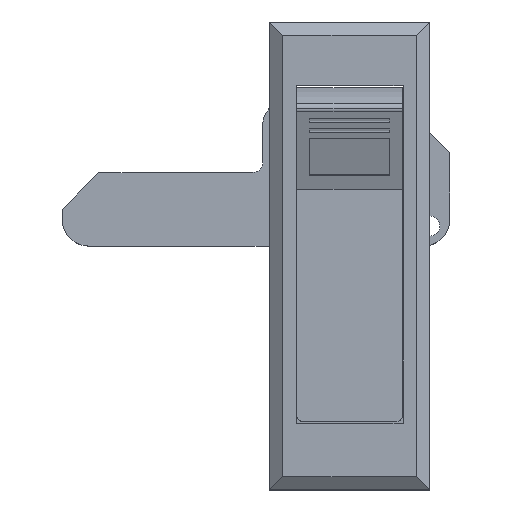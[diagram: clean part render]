
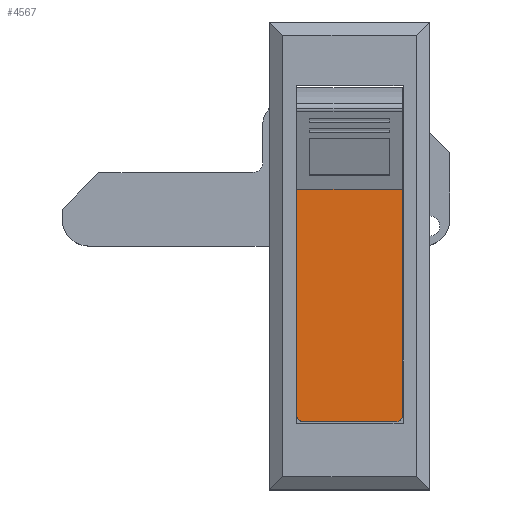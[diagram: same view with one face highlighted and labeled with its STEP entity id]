
A CAD part, top view. The second image highlights one B-rep face of the part: STEP entity #4567.
In plain terms, the highlighted face is planar.
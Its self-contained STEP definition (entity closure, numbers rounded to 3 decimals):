
#911 = CARTESIAN_POINT ( 'NONE',  ( -4.5, -1., 7.9 ) ) ;
#940 = CARTESIAN_POINT ( 'NONE',  ( -4.5, -1., -7.9 ) ) ;
#951 = CARTESIAN_POINT ( 'NONE',  ( -4.5, -35.8, -6.9 ) ) ;
#952 = CARTESIAN_POINT ( 'NONE',  ( -4.5, -35.8, 6.9 ) ) ;
#955 = CARTESIAN_POINT ( 'NONE',  ( -4.5, -34.8, -7.9 ) ) ;
#971 = CARTESIAN_POINT ( 'NONE',  ( -4.5, -34.8, 7.9 ) ) ;
#1358 = VECTOR ( 'NONE', #3139, 1000. ) ;
#2140 = PLANE ( 'NONE',  #2485 ) ;
#2141 = CARTESIAN_POINT ( 'NONE',  ( -4.5, -35.8, 7.9 ) ) ;
#2142 = DIRECTION ( 'NONE',  ( 1., 0., 0. ) ) ;
#2143 = DIRECTION ( 'NONE',  ( 0., 0., -1. ) ) ;
#2485 = AXIS2_PLACEMENT_3D ( 'NONE', #2141, #2142, #2143 ) ;
#2488 = FACE_OUTER_BOUND ( 'NONE', #8535, .T. ) ;
#2736 = VECTOR ( 'NONE', #4860, 1000. ) ;
#2854 = VECTOR ( 'NONE', #6667, 1000. ) ;
#2860 = AXIS2_PLACEMENT_3D ( 'NONE', #6722, #6744, #6745 ) ;
#3137 = LINE ( 'NONE', #3138, #1358 ) ;
#3138 = CARTESIAN_POINT ( 'NONE',  ( -4.5, -1., 7.9 ) ) ;
#3139 = DIRECTION ( 'NONE',  ( 0., 0., -1. ) ) ;
#3590 = EDGE_CURVE ( 'NONE', #8911, #8940, #3137, .T. ) ;
#3812 = EDGE_CURVE ( 'NONE', #8940, #8955, #4858, .T. ) ;
#4131 = EDGE_CURVE ( 'NONE', #8911, #8971, #6665, .T. ) ;
#4156 = EDGE_CURVE ( 'NONE', #8952, #8971, #5231, .T. ) ;
#4157 = EDGE_CURVE ( 'NONE', #8952, #8951, #6747, .T. ) ;
#4158 = EDGE_CURVE ( 'NONE', #8955, #8951, #5232, .T. ) ;
#4567 = ADVANCED_FACE ( 'NONE', ( #2488 ), #2140, .F. ) ;
#4858 = LINE ( 'NONE', #4859, #2736 ) ;
#4859 = CARTESIAN_POINT ( 'NONE',  ( -4.5, -35.8, -7.9 ) ) ;
#4860 = DIRECTION ( 'NONE',  ( 0., -1., 0. ) ) ;
#5231 = CIRCLE ( 'NONE', #2860, 1. ) ;
#5232 = CIRCLE ( 'NONE', #6164, 1. ) ;
#6164 = AXIS2_PLACEMENT_3D ( 'NONE', #6746, #6750, #6751 ) ;
#6165 = VECTOR ( 'NONE', #6749, 1000. ) ;
#6665 = LINE ( 'NONE', #6666, #2854 ) ;
#6666 = CARTESIAN_POINT ( 'NONE',  ( -4.5, -35.8, 7.9 ) ) ;
#6667 = DIRECTION ( 'NONE',  ( 0., -1., 0. ) ) ;
#6722 = CARTESIAN_POINT ( 'NONE',  ( -4.5, -34.8, 6.9 ) ) ;
#6744 = DIRECTION ( 'NONE',  ( -1., 0., 0. ) ) ;
#6745 = DIRECTION ( 'NONE',  ( 0., 0., -1. ) ) ;
#6746 = CARTESIAN_POINT ( 'NONE',  ( -4.5, -34.8, -6.9 ) ) ;
#6747 = LINE ( 'NONE', #6748, #6165 ) ;
#6748 = CARTESIAN_POINT ( 'NONE',  ( -4.5, -35.8, 7.9 ) ) ;
#6749 = DIRECTION ( 'NONE',  ( 0., 0., -1. ) ) ;
#6750 = DIRECTION ( 'NONE',  ( -1., 0., 0. ) ) ;
#6751 = DIRECTION ( 'NONE',  ( 0., 0., -1. ) ) ;
#8185 = ORIENTED_EDGE ( 'NONE', *, *, #4157, .F. ) ;
#8186 = ORIENTED_EDGE ( 'NONE', *, *, #4131, .F. ) ;
#8187 = ORIENTED_EDGE ( 'NONE', *, *, #4156, .T. ) ;
#8188 = ORIENTED_EDGE ( 'NONE', *, *, #3812, .T. ) ;
#8189 = ORIENTED_EDGE ( 'NONE', *, *, #3590, .T. ) ;
#8190 = ORIENTED_EDGE ( 'NONE', *, *, #4158, .T. ) ;
#8535 = EDGE_LOOP ( 'NONE', ( #8185, #8187, #8186, #8189, #8188, #8190 ) ) ;
#8911 = VERTEX_POINT ( 'NONE', #911 ) ;
#8940 = VERTEX_POINT ( 'NONE', #940 ) ;
#8951 = VERTEX_POINT ( 'NONE', #951 ) ;
#8952 = VERTEX_POINT ( 'NONE', #952 ) ;
#8955 = VERTEX_POINT ( 'NONE', #955 ) ;
#8971 = VERTEX_POINT ( 'NONE', #971 ) ;
